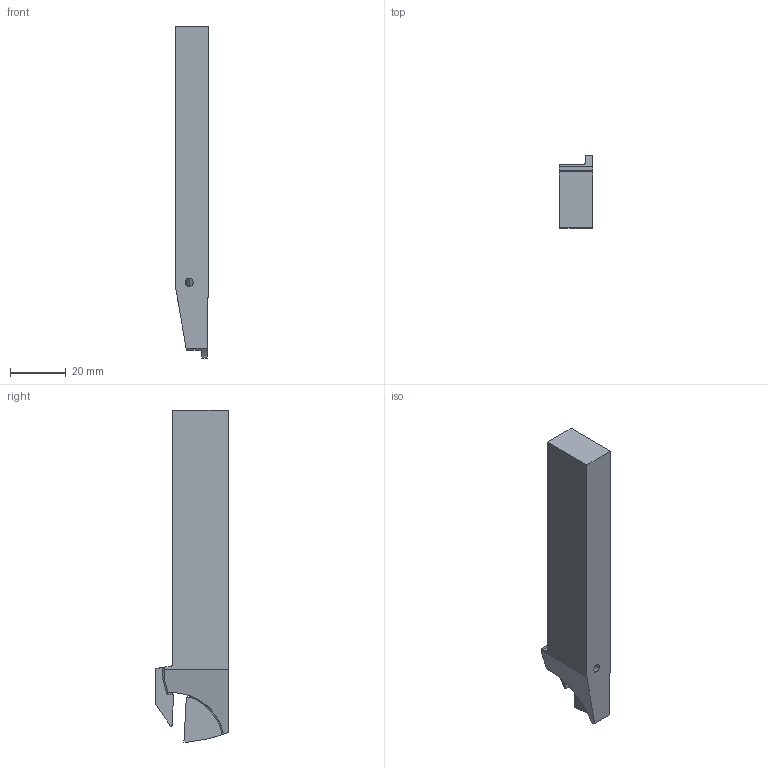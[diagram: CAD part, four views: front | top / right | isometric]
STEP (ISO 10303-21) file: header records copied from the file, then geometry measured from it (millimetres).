
FILE_DESCRIPTION(/* description */ (''),/* implementation_level */ '2;1');
FILE_NAME(/* name */ 'GYSL2012JX00-F18.stp',/* time_stamp */ '2021-04-02T17:56:43+09:00',/* author */ (''),/* organization */ (''),/* preprocessor_version */ 'ST-DEVELOPER v16',/* originating_system */ 'SIEMENS PLM Software NX 10.0',/* authorisation */ '');
FILE_SCHEMA (('AUTOMOTIVE_DESIGN { 1 0 10303 214 3 1 1 1 }'));
Length unit declared in the file: millimetre
Products named in the file (1): GYSL2012JX00-F18_ASM
Bounding box: 12 x 26 x 119 mm (x, y, z)
Volume: 25620.4 mm3; surface area: 8314.9 mm2
Topology: 2 solids, 2 shells, 90 faces, 262 edges, 178 vertices
Faces by surface type: cylinder 38, plane 34, cone 12, torus 4, sphere 2
Entity records: 3528 total; most frequent: CARTESIAN_POINT 1007, ORIENTED_EDGE 520, DIRECTION 519, EDGE_CURVE 260, AXIS2_PLACEMENT_3D 195, VERTEX_POINT 175, LINE 129, VECTOR 129
